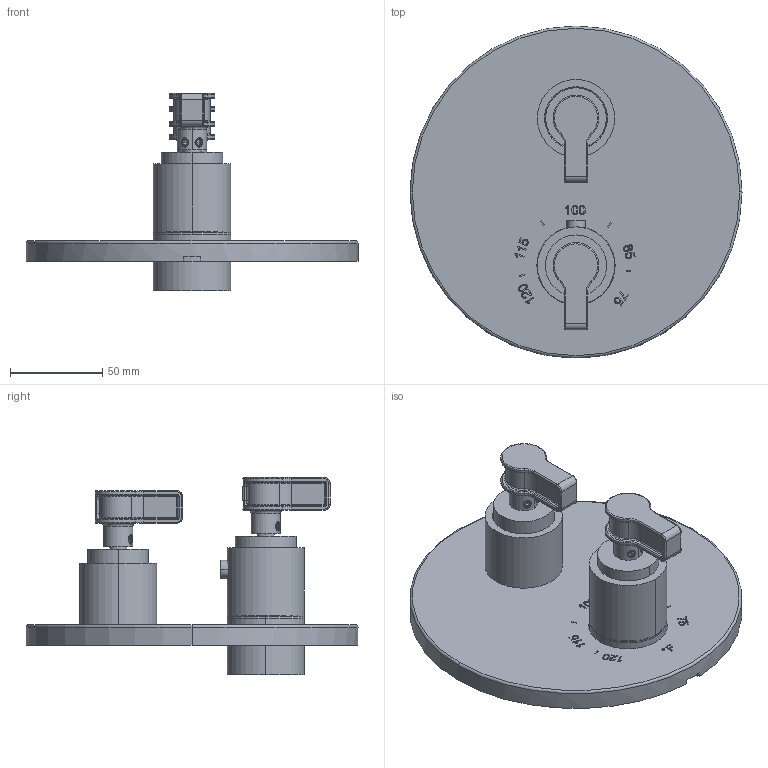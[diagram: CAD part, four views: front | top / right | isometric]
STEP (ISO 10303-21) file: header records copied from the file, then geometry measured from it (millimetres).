
FILE_DESCRIPTION((''),'2;1');
FILE_NAME('3-3273TR_ASM','2019-11-08T15:06:50',('rsmith'),(''),'CREO PARAMETRIC BY PTC INC, 2018400','CREO PARAMETRIC BY PTC INC, 2018400','');
FILE_SCHEMA(('CONFIG_CONTROL_DESIGN'));
Length unit declared in the file: inch
Products named in the file (22): 12347_AF0; H-78_2_FEET_AF0; 91678; 20-116_AF0_ASM; 12368; 91249; 91764; 2-996_ASM; 91308; 12348; 12345_AF0; 12354; 12353; 92137; 91246; 92849; 2-998_ASM; 92113; 13197; 92000; 20-461_ASM; 3-3273TR_ASM
Assembly tree (24 placements, depth 3):
  3-3273TR_ASM
    20-116_AF0_ASM
      12347_AF0
      H-78_2_FEET_AF0
      91678
    2-996_ASM
      12368
      91249
      91764
    91308
    12348
    12345_AF0
    2-998_ASM
      12354
      12353
      92137
      91246
      92849
    92113  x2
    20-461_ASM  x2
      13197
      92000
Bounding box: 180.09 x 180.09 x 106.86 mm (x, y, z)
Volume: 154334.9 mm3; surface area: 201419.3 mm2
Topology: 22 solids, 47 shells, 2364 faces, 6440 edges, 4203 vertices
Faces by surface type: cylinder 791, plane 778, bspline 268, extrusion 180, torus 174, cone 153, sphere 16, revolution 4
Entity records: 83941 total; most frequent: CARTESIAN_POINT 42963, ORIENTED_EDGE 8953, DIRECTION 7241, EDGE_CURVE 4662, VERTEX_POINT 3075, AXIS2_PLACEMENT_3D 2599, VECTOR 2039, LINE 1859
